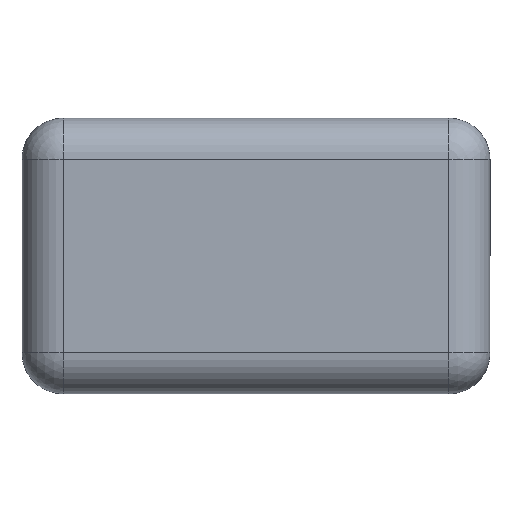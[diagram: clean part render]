
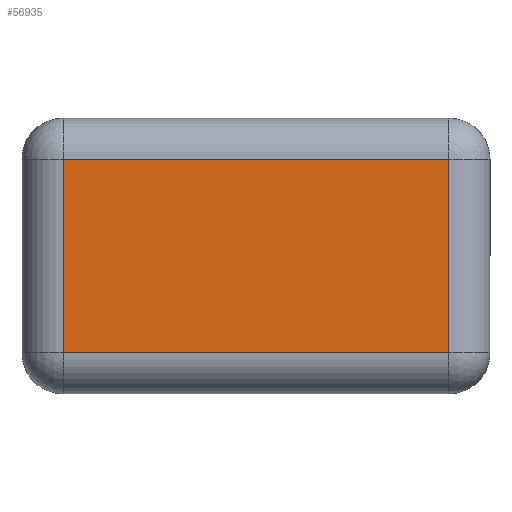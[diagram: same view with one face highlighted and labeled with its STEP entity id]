
A CAD part, front view. The second image highlights one B-rep face of the part: STEP entity #56935.
In plain terms, the highlighted planar face has unit normal (0, -1, 0).
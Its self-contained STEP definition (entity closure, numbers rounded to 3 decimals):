
#436 = CARTESIAN_POINT ( 'NONE',  ( 375.925, -170.555, 0. ) ) ;
#15588 = CARTESIAN_POINT ( 'NONE',  ( -375.925, -170.555, 0. ) ) ;
#17176 = DIRECTION ( 'NONE',  ( 0., 0., -1. ) ) ;
#17431 = DIRECTION ( 'NONE',  ( 0., -1., 0. ) ) ;
#18448 = PLANE ( 'NONE',  #87695 ) ;
#19220 = EDGE_LOOP ( 'NONE', ( #80102, #35942, #76194, #88209 ) ) ;
#22219 = EDGE_CURVE ( 'NONE', #27205, #65474, #65014, .T. ) ;
#22257 = EDGE_CURVE ( 'NONE', #60600, #94811, #60236, .T. ) ;
#27205 = VERTEX_POINT ( 'NONE', #87052 ) ;
#28937 = CARTESIAN_POINT ( 'NONE',  ( 375.925, -170.555, 188.6 ) ) ;
#29775 = CARTESIAN_POINT ( 'NONE',  ( 0., -170.555, -188.6 ) ) ;
#35942 = ORIENTED_EDGE ( 'NONE', *, *, #22257, .T. ) ;
#45384 = VECTOR ( 'NONE', #17176, 1000. ) ;
#49928 = DIRECTION ( 'NONE',  ( 0., 0., -1. ) ) ;
#56935 = ADVANCED_FACE ( 'NONE', ( #58814 ), #18448, .T. ) ;
#58814 = FACE_OUTER_BOUND ( 'NONE', #19220, .T. ) ;
#60236 = LINE ( 'NONE', #83262, #74653 ) ;
#60600 = VERTEX_POINT ( 'NONE', #28937 ) ;
#60758 = DIRECTION ( 'NONE',  ( 1., 0., 0. ) ) ;
#62605 = CARTESIAN_POINT ( 'NONE',  ( 375.925, -170.555, -188.6 ) ) ;
#65014 = LINE ( 'NONE', #29775, #88030 ) ;
#65474 = VERTEX_POINT ( 'NONE', #62605 ) ;
#65951 = CARTESIAN_POINT ( 'NONE',  ( -375.925, -170.555, 188.6 ) ) ;
#71715 = LINE ( 'NONE', #436, #73788 ) ;
#73788 = VECTOR ( 'NONE', #95781, 1000. ) ;
#74653 = VECTOR ( 'NONE', #84285, 1000. ) ;
#76194 = ORIENTED_EDGE ( 'NONE', *, *, #88891, .T. ) ;
#80102 = ORIENTED_EDGE ( 'NONE', *, *, #93301, .T. ) ;
#83262 = CARTESIAN_POINT ( 'NONE',  ( 0., -170.555, 188.6 ) ) ;
#84285 = DIRECTION ( 'NONE',  ( -1., 0., 0. ) ) ;
#87052 = CARTESIAN_POINT ( 'NONE',  ( -375.925, -170.555, -188.6 ) ) ;
#87695 = AXIS2_PLACEMENT_3D ( 'NONE', #98588, #17431, #49928 ) ;
#88030 = VECTOR ( 'NONE', #60758, 1000. ) ;
#88209 = ORIENTED_EDGE ( 'NONE', *, *, #22219, .T. ) ;
#88449 = LINE ( 'NONE', #15588, #45384 ) ;
#88891 = EDGE_CURVE ( 'NONE', #94811, #27205, #88449, .T. ) ;
#93301 = EDGE_CURVE ( 'NONE', #65474, #60600, #71715, .T. ) ;
#94811 = VERTEX_POINT ( 'NONE', #65951 ) ;
#95781 = DIRECTION ( 'NONE',  ( 0., 0., 1. ) ) ;
#98588 = CARTESIAN_POINT ( 'NONE',  ( 0., -170.555, 0. ) ) ;
